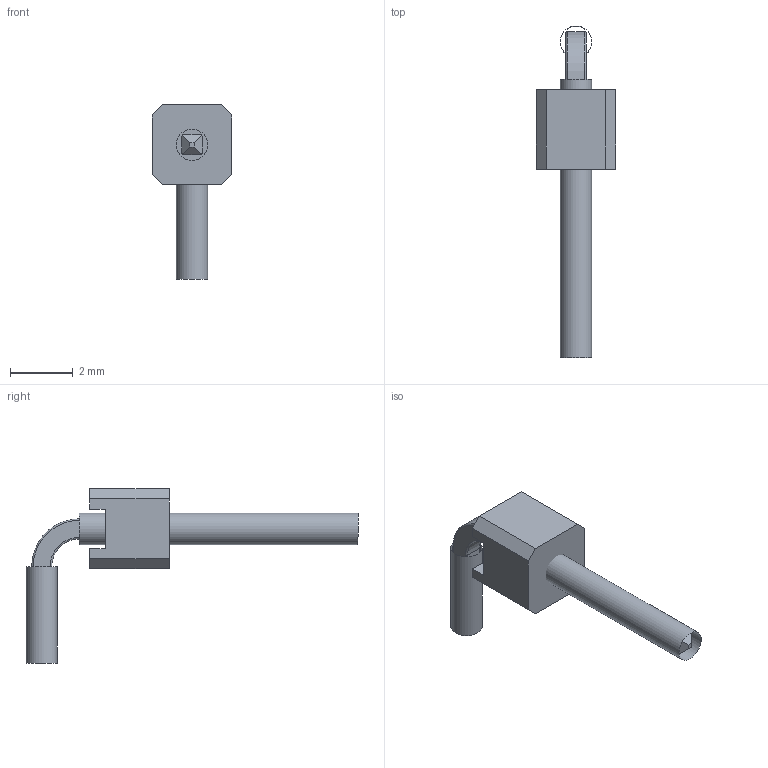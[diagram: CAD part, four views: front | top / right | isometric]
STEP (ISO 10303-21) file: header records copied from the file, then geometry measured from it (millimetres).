
FILE_DESCRIPTION(/* description */ ('-'),/* implementation_level */ '2;1');
FILE_NAME(/* name */ 'Stiftleiste, RM 2,54 mm - 6-3 mm, gewinkelt 90° stehend - 1 x 1 - schwarz',/* time_stamp */ '2022-04-28T23:24:48+02:00',/* author */ ('c.wilms'),/* organization */ ('-'),/* preprocessor_version */ 'ST-DEVELOPER v16.7',/* originating_system */ 'Solid Edge',/* authorisation */ 'Unknown');
FILE_SCHEMA (('AUTOMOTIVE_DESIGN {1 0 10303 214 3 1 1}'));
Length unit declared in the file: millimetre
Products named in the file (3): Stiftleiste, RM 2,54 mm - 6-3 mm, gewinkelt 90° stehend - 1 x 1 - sch
warz; Stiftleiste, RM 2,54 mm - Träger - 1 x 1 - schwarz; Stiftleiste, RM 2,54 mm - Stift, Reihe 1 -  6-3 mm, gewinkelt 90° ste
hend
Assembly tree (2 placements, depth 2):
  Stiftleiste, RM 2,54 mm - 6-3 mm, gewinkelt 90° stehend - 1 x 1 - sch
warz
    Stiftleiste, RM 2,54 mm - Träger - 1 x 1 - schwarz
    Stiftleiste, RM 2,54 mm - Stift, Reihe 1 -  6-3 mm, gewinkelt 90° ste
hend
Bounding box: 2.54 x 10.56 x 5.54 mm (x, y, z)
Volume: 18.9 mm3; surface area: 113.5 mm2
Topology: 2 solids, 4 shells, 54 faces, 142 edges, 92 vertices
Faces by surface type: plane 34, cylinder 16, torus 4
Full cylindrical faces by diameter (mm): 1 x2
Entity records: 1753 total; most frequent: DIRECTION 298, CARTESIAN_POINT 289, ORIENTED_EDGE 276, EDGE_CURVE 140, AXIS2_PLACEMENT_3D 101, LINE 96, VECTOR 96, VERTEX_POINT 92
